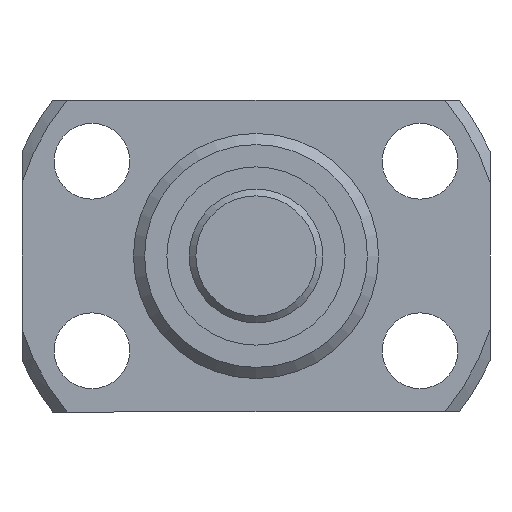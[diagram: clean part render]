
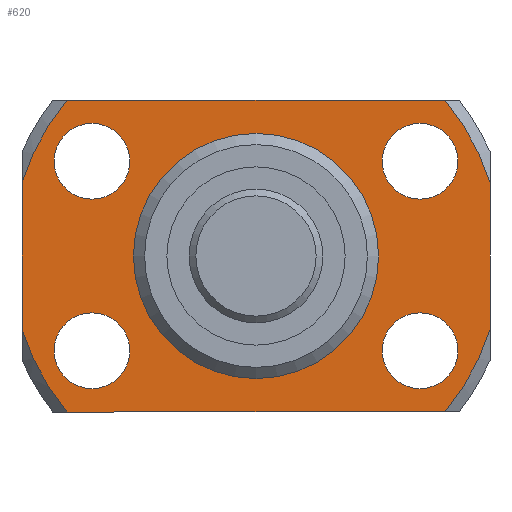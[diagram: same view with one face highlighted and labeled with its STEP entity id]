
A CAD part, left-side view. The second image highlights one B-rep face of the part: STEP entity #620.
In plain terms, the highlighted planar face has unit normal (-1, 0, 0).
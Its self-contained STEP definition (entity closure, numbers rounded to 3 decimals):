
#76=LINE('',#989,#92);
#77=LINE('',#993,#93);
#78=LINE('',#997,#94);
#79=LINE('',#1001,#95);
#92=VECTOR('',#788,1000.);
#93=VECTOR('',#791,1000.);
#94=VECTOR('',#794,1000.);
#95=VECTOR('',#797,1000.);
#108=ORIENTED_EDGE('',*,*,#264,.F.);
#109=ORIENTED_EDGE('',*,*,#265,.F.);
#110=ORIENTED_EDGE('',*,*,#266,.F.);
#111=ORIENTED_EDGE('',*,*,#267,.F.);
#112=ORIENTED_EDGE('',*,*,#268,.F.);
#113=ORIENTED_EDGE('',*,*,#269,.F.);
#114=ORIENTED_EDGE('',*,*,#270,.F.);
#115=ORIENTED_EDGE('',*,*,#271,.F.);
#116=ORIENTED_EDGE('',*,*,#272,.T.);
#117=ORIENTED_EDGE('',*,*,#273,.T.);
#118=ORIENTED_EDGE('',*,*,#274,.T.);
#119=ORIENTED_EDGE('',*,*,#275,.T.);
#120=ORIENTED_EDGE('',*,*,#276,.T.);
#264=EDGE_CURVE('',#342,#343,#404,.T.);
#265=EDGE_CURVE('',#344,#342,#76,.T.);
#266=EDGE_CURVE('',#345,#344,#405,.T.);
#267=EDGE_CURVE('',#346,#345,#77,.T.);
#268=EDGE_CURVE('',#347,#346,#406,.T.);
#269=EDGE_CURVE('',#348,#347,#78,.T.);
#270=EDGE_CURVE('',#349,#348,#407,.T.);
#271=EDGE_CURVE('',#343,#349,#79,.T.);
#272=EDGE_CURVE('',#350,#350,#408,.T.);
#273=EDGE_CURVE('',#351,#351,#409,.T.);
#274=EDGE_CURVE('',#352,#352,#410,.T.);
#275=EDGE_CURVE('',#353,#353,#411,.T.);
#276=EDGE_CURVE('',#354,#354,#412,.T.);
#342=VERTEX_POINT('',#987);
#343=VERTEX_POINT('',#988);
#344=VERTEX_POINT('',#990);
#345=VERTEX_POINT('',#992);
#346=VERTEX_POINT('',#994);
#347=VERTEX_POINT('',#996);
#348=VERTEX_POINT('',#998);
#349=VERTEX_POINT('',#1000);
#350=VERTEX_POINT('',#1003);
#351=VERTEX_POINT('',#1005);
#352=VERTEX_POINT('',#1007);
#353=VERTEX_POINT('',#1009);
#354=VERTEX_POINT('',#1011);
#404=CIRCLE('',#691,11.);
#405=CIRCLE('',#692,11.);
#406=CIRCLE('',#693,11.);
#407=CIRCLE('',#694,11.);
#408=CIRCLE('',#695,1.7);
#409=CIRCLE('',#696,1.7);
#410=CIRCLE('',#697,1.7);
#411=CIRCLE('',#698,1.7);
#412=CIRCLE('',#699,5.25);
#450=EDGE_LOOP('',(#108,#109,#110,#111,#112,#113,#114,#115));
#451=EDGE_LOOP('',(#116));
#452=EDGE_LOOP('',(#117));
#453=EDGE_LOOP('',(#118));
#454=EDGE_LOOP('',(#119));
#455=EDGE_LOOP('',(#120));
#528=FACE_BOUND('',#450,.T.);
#529=FACE_BOUND('',#451,.T.);
#530=FACE_BOUND('',#452,.T.);
#531=FACE_BOUND('',#453,.T.);
#532=FACE_BOUND('',#454,.T.);
#533=FACE_BOUND('',#455,.T.);
#606=PLANE('',#690);
#620=ADVANCED_FACE('',(#528,#529,#530,#531,#532,#533),#606,.F.);
#690=AXIS2_PLACEMENT_3D('',#985,#784,#785);
#691=AXIS2_PLACEMENT_3D('',#986,#786,#787);
#692=AXIS2_PLACEMENT_3D('',#991,#789,#790);
#693=AXIS2_PLACEMENT_3D('',#995,#792,#793);
#694=AXIS2_PLACEMENT_3D('',#999,#795,#796);
#695=AXIS2_PLACEMENT_3D('',#1002,#798,#799);
#696=AXIS2_PLACEMENT_3D('',#1004,#800,#801);
#697=AXIS2_PLACEMENT_3D('',#1006,#802,#803);
#698=AXIS2_PLACEMENT_3D('',#1008,#804,#805);
#699=AXIS2_PLACEMENT_3D('',#1010,#806,#807);
#784=DIRECTION('',(1.,0.,0.));
#785=DIRECTION('',(0.,0.,-1.));
#786=DIRECTION('',(1.,0.,0.));
#787=DIRECTION('',(0.,0.,-1.));
#788=DIRECTION('',(0.,0.,1.));
#789=DIRECTION('',(1.,0.,0.));
#790=DIRECTION('',(0.,0.,-1.));
#791=DIRECTION('',(0.,1.,0.));
#792=DIRECTION('',(1.,0.,0.));
#793=DIRECTION('',(0.,0.,-1.));
#794=DIRECTION('',(0.,0.,-1.));
#795=DIRECTION('',(1.,0.,0.));
#796=DIRECTION('',(0.,0.,-1.));
#797=DIRECTION('',(0.,-1.,0.));
#798=DIRECTION('',(1.,0.,0.));
#799=DIRECTION('',(0.,0.,-1.));
#800=DIRECTION('',(1.,0.,0.));
#801=DIRECTION('',(0.,0.,-1.));
#802=DIRECTION('',(1.,0.,0.));
#803=DIRECTION('',(0.,0.,-1.));
#804=DIRECTION('',(1.,0.,0.));
#805=DIRECTION('',(0.,0.,-1.));
#806=DIRECTION('',(1.,0.,0.));
#807=DIRECTION('',(0.,0.,-1.));
#985=CARTESIAN_POINT('',(-3.5,5.25,0.));
#986=CARTESIAN_POINT('',(-3.5,0.,0.));
#987=CARTESIAN_POINT('',(-3.5,10.5,3.279));
#988=CARTESIAN_POINT('',(-3.5,8.485,7.));
#989=CARTESIAN_POINT('',(-3.5,10.5,0.));
#990=CARTESIAN_POINT('',(-3.5,10.5,-3.279));
#991=CARTESIAN_POINT('',(-3.5,0.,0.));
#992=CARTESIAN_POINT('',(-3.5,8.485,-7.));
#993=CARTESIAN_POINT('',(-3.5,5.25,-7.));
#994=CARTESIAN_POINT('',(-3.5,-8.485,-7.));
#995=CARTESIAN_POINT('',(-3.5,0.,0.));
#996=CARTESIAN_POINT('',(-3.5,-10.5,-3.279));
#997=CARTESIAN_POINT('',(-3.5,-10.5,0.));
#998=CARTESIAN_POINT('',(-3.5,-10.5,3.279));
#999=CARTESIAN_POINT('',(-3.5,0.,0.));
#1000=CARTESIAN_POINT('',(-3.5,-8.485,7.));
#1001=CARTESIAN_POINT('',(-3.5,5.25,7.));
#1002=CARTESIAN_POINT('',(-3.5,7.361,4.25));
#1003=CARTESIAN_POINT('',(-3.5,7.361,2.55));
#1004=CARTESIAN_POINT('',(-3.5,-7.361,-4.25));
#1005=CARTESIAN_POINT('',(-3.5,-7.361,-5.95));
#1006=CARTESIAN_POINT('',(-3.5,-7.361,4.25));
#1007=CARTESIAN_POINT('',(-3.5,-7.361,2.55));
#1008=CARTESIAN_POINT('',(-3.5,7.361,-4.25));
#1009=CARTESIAN_POINT('',(-3.5,7.361,-5.95));
#1010=CARTESIAN_POINT('',(-3.5,0.,0.));
#1011=CARTESIAN_POINT('',(-3.5,0.,-5.25));
